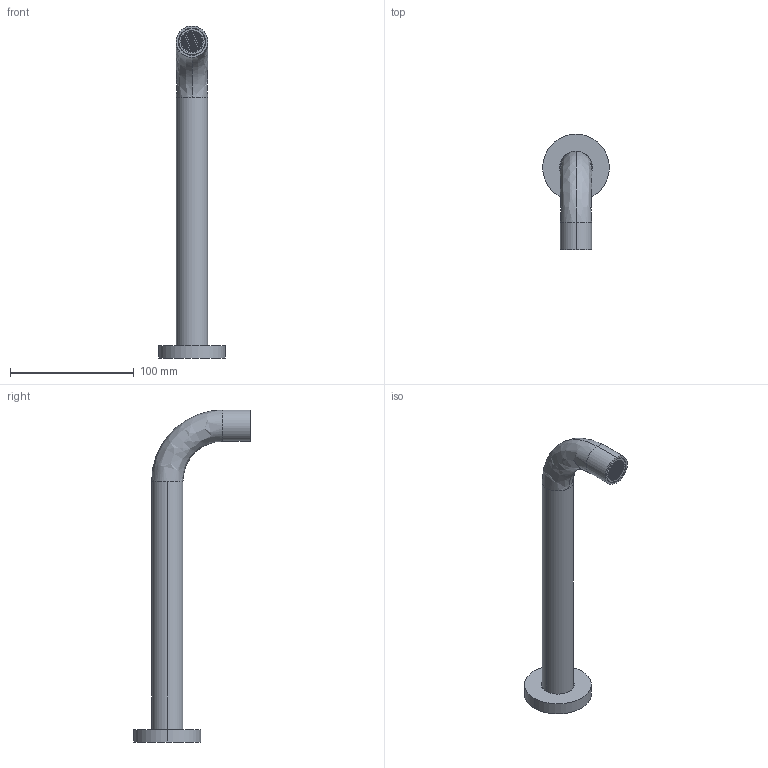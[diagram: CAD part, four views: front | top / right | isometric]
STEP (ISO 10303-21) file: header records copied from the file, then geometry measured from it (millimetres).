
FILE_DESCRIPTION (( 'STEP AP214' ), '1' );
FILE_NAME ('S25W250SS6_shell.STEP', '2018-10-25T00:17:23', ( 'khoa' ), ( '' ), 'SwSTEP 2.0', 'SolidWorks 2016', '' );
FILE_SCHEMA (( 'AUTOMOTIVE_DESIGN' ));
Length unit declared in the file: millimetre
Products named in the file (2): S25W250SS6_shell
Bounding box: 54 x 94 x 268.7 mm (x, y, z)
Volume: 63368.1 mm3; surface area: 51995.6 mm2
Topology: 1 solids, 2 shells, 1523 faces, 3918 edges, 2610 vertices
Faces by surface type: plane 1423, cylinder 76, cone 20, bspline 4
Entity records: 46220 total; most frequent: CARTESIAN_POINT 8155, ORIENTED_EDGE 7836, DIRECTION 7148, EDGE_CURVE 3918, LINE 3702, VECTOR 3702, VERTEX_POINT 2610, EDGE_LOOP 1734
